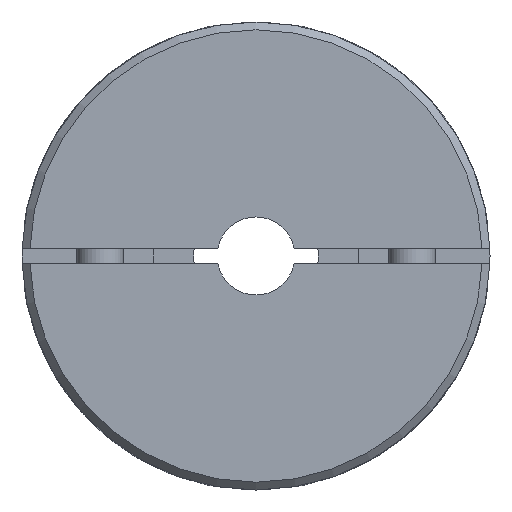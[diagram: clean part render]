
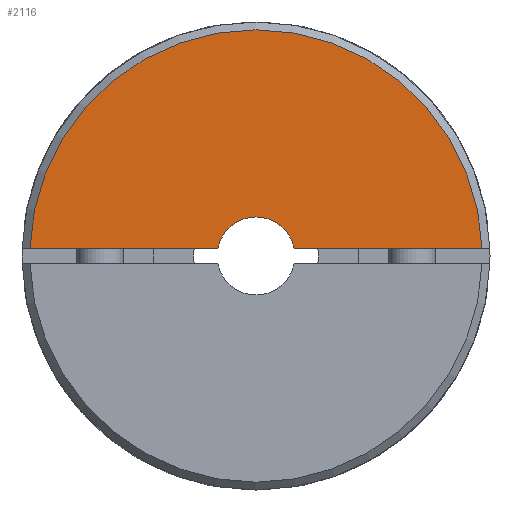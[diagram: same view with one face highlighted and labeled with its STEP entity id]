
A CAD part, left-side view. The second image highlights one B-rep face of the part: STEP entity #2116.
In plain terms, the highlighted planar face has unit normal (-1, 0, 0).
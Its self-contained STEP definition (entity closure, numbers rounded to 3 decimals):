
#113=PLANE('',#2343);
#261=CIRCLE('',#2336,2.5);
#263=CIRCLE('',#2340,14.5);
#350=FACE_OUTER_BOUND('',#484,.T.);
#484=EDGE_LOOP('',(#1772,#1773,#1774,#1775));
#620=LINE('',#4620,#737);
#626=LINE('',#4641,#743);
#737=VECTOR('',#2769,1000.);
#743=VECTOR('',#2787,1000.);
#1005=VERTEX_POINT('',#4614);
#1007=VERTEX_POINT('',#4618);
#1015=VERTEX_POINT('',#4638);
#1016=VERTEX_POINT('',#4640);
#1282=EDGE_CURVE('',#1005,#1007,#620,.T.);
#1292=EDGE_CURVE('',#1016,#1015,#626,.T.);
#1299=EDGE_CURVE('',#1007,#1016,#261,.F.);
#1301=EDGE_CURVE('',#1005,#1015,#263,.T.);
#1772=ORIENTED_EDGE('',*,*,#1292,.T.);
#1773=ORIENTED_EDGE('',*,*,#1301,.F.);
#1774=ORIENTED_EDGE('',*,*,#1282,.T.);
#1775=ORIENTED_EDGE('',*,*,#1299,.T.);
#2116=ADVANCED_FACE('',(#350),#113,.F.);
#2336=AXIS2_PLACEMENT_3D('',#4654,#2804,#2805);
#2340=AXIS2_PLACEMENT_3D('',#4658,#2812,#2813);
#2343=AXIS2_PLACEMENT_3D('',#4661,#2818,#2819);
#2769=DIRECTION('',(0.,-1.,0.));
#2787=DIRECTION('',(0.,-1.,0.));
#2804=DIRECTION('center_axis',(-1.,0.,0.));
#2805=DIRECTION('ref_axis',(0.,0.,-1.));
#2812=DIRECTION('center_axis',(1.,0.,0.));
#2813=DIRECTION('ref_axis',(0.,0.,-1.));
#2818=DIRECTION('center_axis',(1.,0.,0.));
#2819=DIRECTION('ref_axis',(0.,0.,-1.));
#4614=CARTESIAN_POINT('',(0.,14.491,0.5));
#4618=CARTESIAN_POINT('',(0.,2.449,0.5));
#4620=CARTESIAN_POINT('',(0.,15.,0.5));
#4638=CARTESIAN_POINT('',(0.,-14.491,0.5));
#4640=CARTESIAN_POINT('',(0.,-2.449,0.5));
#4641=CARTESIAN_POINT('',(0.,15.,0.5));
#4654=CARTESIAN_POINT('Origin',(0.,0.,0.));
#4658=CARTESIAN_POINT('Origin',(0.,0.,0.));
#4661=CARTESIAN_POINT('Origin',(0.,0.,0.));
